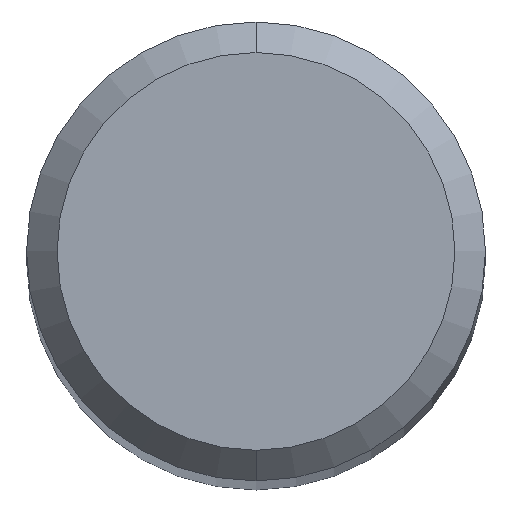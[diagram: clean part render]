
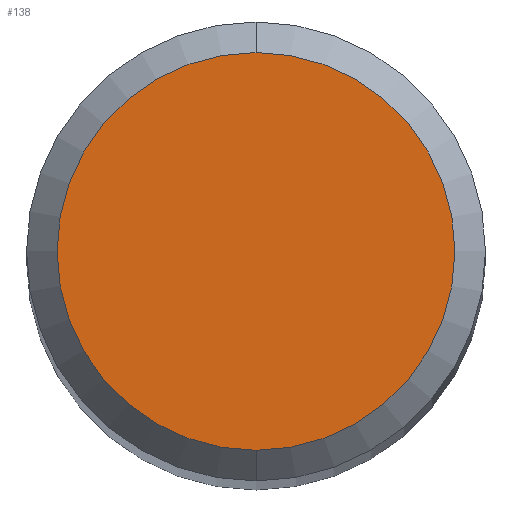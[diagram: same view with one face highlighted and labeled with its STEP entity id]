
A CAD part, top view. The second image highlights one B-rep face of the part: STEP entity #138.
In plain terms, the highlighted planar face has unit normal (0, 0, 1).
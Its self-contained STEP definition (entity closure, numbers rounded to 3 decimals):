
#120=VERTEX_POINT('',#268);
#122=VERTEX_POINT('',#270);
#124=EDGE_CURVE('',#120,#122,#272,.T.);
#130=EDGE_CURVE('',#122,#120,#279,.T.);
#138=ADVANCED_FACE('',(#288),#289,.T.);
#268=CARTESIAN_POINT('',(0.0,2.6,0.0));
#270=CARTESIAN_POINT('',(0.,-2.6,0.0));
#272=CIRCLE('',#435,2.6);
#279=CIRCLE('',#444,2.6);
#288=FACE_OUTER_BOUND('',#455,.T.);
#289=PLANE('',#456);
#435=AXIS2_PLACEMENT_3D('',#601,#602,#603);
#444=AXIS2_PLACEMENT_3D('',#615,#616,#617);
#455=EDGE_LOOP('',(#626,#627));
#456=AXIS2_PLACEMENT_3D('',#628,#629,#630);
#601=CARTESIAN_POINT('',(0.0,0.0,0.0));
#602=DIRECTION('',(0.0,0.0,-1.0));
#603=DIRECTION('',(0.0,1.0,0.0));
#615=CARTESIAN_POINT('',(0.0,0.0,0.0));
#616=DIRECTION('',(0.0,0.0,-1.0));
#617=DIRECTION('',(0.0,1.0,0.0));
#626=ORIENTED_EDGE('',*,*,#124,.F.);
#627=ORIENTED_EDGE('',*,*,#130,.F.);
#628=CARTESIAN_POINT('',(0.0,1.3,0.0));
#629=DIRECTION('',(-0.0,0.0,1.0));
#630=DIRECTION('',(0.0,-1.0,0.0));
